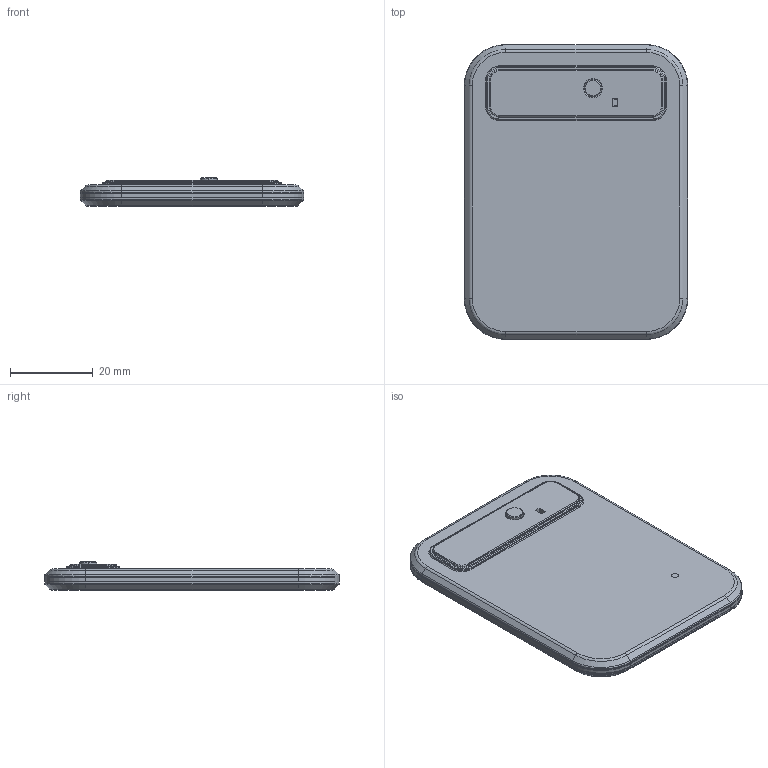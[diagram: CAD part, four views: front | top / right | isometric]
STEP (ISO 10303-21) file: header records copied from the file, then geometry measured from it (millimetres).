
FILE_DESCRIPTION(/* description */ (''),/* implementation_level */ '2;1');
FILE_NAME(/* name */ 'PCB enclosure',/* time_stamp */ '2026-02-11T19:39:07-08:00',/* author */ (''),/* organization */ (''),/* preprocessor_version */ 'ST-DEVELOPER v19.2',/* originating_system */ 'Rhino 8.3',/* authorisation */ '');
FILE_SCHEMA (('CONFIG_CONTROL_DESIGN'));
Length unit declared in the file: millimetre
Products named in the file (5): Document; LED_0805_2012Metric; SOLID1; R_0805_2012Metric; SOLID
Bounding box: 54.14 x 71.42 x 6.9 mm (x, y, z)
Volume: 17202.9 mm3; surface area: 22534.8 mm2
Topology: 6 solids, 6 shells, 414 faces, 1010 edges, 623 vertices
Faces by surface type: plane 208, cylinder 130, bspline 76
Entity records: 12860 total; most frequent: CARTESIAN_POINT 4074, ORIENTED_EDGE 2018, DIRECTION 1048, EDGE_CURVE 1009, AXIS2_PLACEMENT_3D 693, B_SPLINE_CURVE_WITH_KNOTS 631, VERTEX_POINT 622, EDGE_LOOP 441
